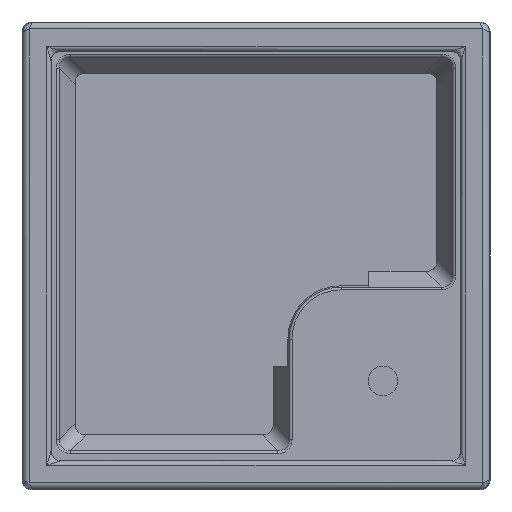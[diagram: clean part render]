
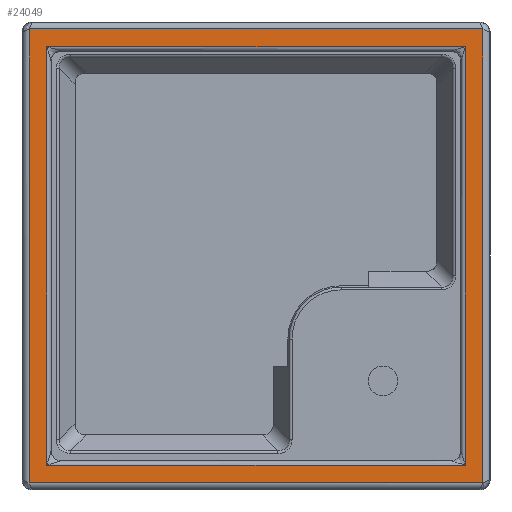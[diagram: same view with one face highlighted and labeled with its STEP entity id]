
A CAD part, top view. The second image highlights one B-rep face of the part: STEP entity #24049.
In plain terms, the highlighted planar face has unit normal (0, 0, 1).
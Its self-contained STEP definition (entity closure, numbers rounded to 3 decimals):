
#175=FACE_BOUND('',#8710,.T.);
#789=LINE('',#34185,#3805);
#790=LINE('',#34277,#3806);
#791=LINE('',#35698,#3807);
#792=LINE('',#35911,#3808);
#793=LINE('',#37211,#3809);
#794=LINE('',#37213,#3810);
#795=LINE('',#37215,#3811);
#796=LINE('',#37216,#3812);
#3805=VECTOR('',#27435,69.846);
#3806=VECTOR('',#27440,69.846);
#3807=VECTOR('',#27443,69.846);
#3808=VECTOR('',#27448,69.846);
#3809=VECTOR('',#27451,64.412);
#3810=VECTOR('',#27452,64.412);
#3811=VECTOR('',#27453,64.412);
#3812=VECTOR('',#27454,64.412);
#6501=PLANE('',#25341);
#7526=FACE_OUTER_BOUND('',#8709,.T.);
#8709=EDGE_LOOP('',(#16565,#16566,#16567,#16568));
#8710=EDGE_LOOP('',(#16569,#16570,#16571,#16572));
#10519=VERTEX_POINT('',#34061);
#10520=VERTEX_POINT('',#34123);
#10521=VERTEX_POINT('',#34276);
#10522=VERTEX_POINT('',#35697);
#10523=VERTEX_POINT('',#37209);
#10524=VERTEX_POINT('',#37210);
#10525=VERTEX_POINT('',#37212);
#10526=VERTEX_POINT('',#37214);
#12897=EDGE_CURVE('',#10520,#10519,#789,.T.);
#12899=EDGE_CURVE('',#10519,#10521,#790,.T.);
#12902=EDGE_CURVE('',#10521,#10522,#791,.T.);
#12906=EDGE_CURVE('',#10522,#10520,#792,.T.);
#12907=EDGE_CURVE('',#10523,#10524,#793,.T.);
#12908=EDGE_CURVE('',#10523,#10525,#794,.T.);
#12909=EDGE_CURVE('',#10525,#10526,#795,.T.);
#12910=EDGE_CURVE('',#10524,#10526,#796,.T.);
#16565=ORIENTED_EDGE('',*,*,#12899,.F.);
#16566=ORIENTED_EDGE('',*,*,#12897,.F.);
#16567=ORIENTED_EDGE('',*,*,#12906,.F.);
#16568=ORIENTED_EDGE('',*,*,#12902,.F.);
#16569=ORIENTED_EDGE('',*,*,#12907,.F.);
#16570=ORIENTED_EDGE('',*,*,#12908,.T.);
#16571=ORIENTED_EDGE('',*,*,#12909,.T.);
#16572=ORIENTED_EDGE('',*,*,#12910,.F.);
#24049=ADVANCED_FACE('',(#7526,#175),#6501,.T.);
#25341=AXIS2_PLACEMENT_3D('',#37208,#27449,#27450);
#27435=DIRECTION('',(0.,1.,0.));
#27440=DIRECTION('',(1.,0.,0.));
#27443=DIRECTION('',(0.,-1.,0.));
#27448=DIRECTION('',(-1.,0.,0.));
#27449=DIRECTION('center_axis',(0.,0.,1.));
#27450=DIRECTION('ref_axis',(-1.,0.,0.));
#27451=DIRECTION('',(0.,1.,0.));
#27452=DIRECTION('',(-1.,0.,0.));
#27453=DIRECTION('',(0.,1.,0.));
#27454=DIRECTION('',(-1.,0.,0.));
#34061=CARTESIAN_POINT('',(-34.923,34.923,3.6));
#34123=CARTESIAN_POINT('',(-34.923,-34.923,3.6));
#34185=CARTESIAN_POINT('',(-34.923,-34.923,3.6));
#34276=CARTESIAN_POINT('',(34.923,34.923,3.6));
#34277=CARTESIAN_POINT('',(-34.923,34.923,3.6));
#35697=CARTESIAN_POINT('',(34.923,-34.923,3.6));
#35698=CARTESIAN_POINT('',(34.923,34.923,3.6));
#35911=CARTESIAN_POINT('',(34.923,-34.923,3.6));
#37208=CARTESIAN_POINT('Origin',(-31.506,36.,3.6));
#37209=CARTESIAN_POINT('',(32.206,-32.206,3.6));
#37210=CARTESIAN_POINT('',(32.206,32.206,3.6));
#37211=CARTESIAN_POINT('',(32.206,-32.206,3.6));
#37212=CARTESIAN_POINT('',(-32.206,-32.206,3.6));
#37213=CARTESIAN_POINT('',(32.206,-32.206,3.6));
#37214=CARTESIAN_POINT('',(-32.206,32.206,3.6));
#37215=CARTESIAN_POINT('',(-32.206,-32.206,3.6));
#37216=CARTESIAN_POINT('',(32.206,32.206,3.6));
